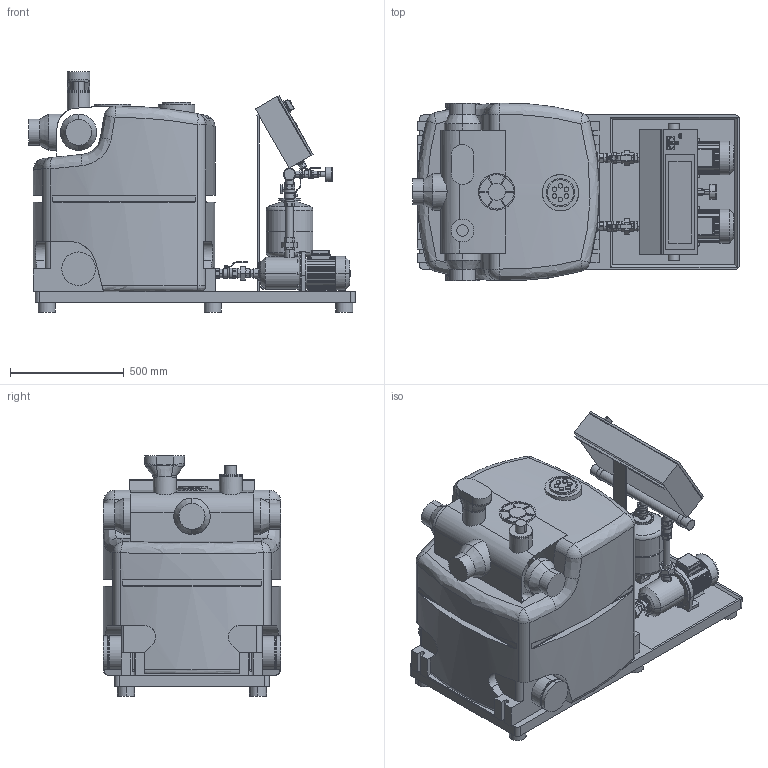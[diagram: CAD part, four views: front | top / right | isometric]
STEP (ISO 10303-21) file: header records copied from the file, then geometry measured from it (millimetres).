
FILE_DESCRIPTION((''),'2;1');
FILE_NAME('3d_RainSystem AF 400-2 MP 305 EM-2504588.stp','2009-02-19T10:27:52',(''),(''),'Mechanical Desktop 2008','Mechanical Desktop 2008',', , ');
FILE_SCHEMA(('CONFIG_CONTROL_DESIGN'));
Length unit declared in the file: millimetre
Products named in the file (1): 3D_RAINSYSTEM AF 400-2 MP 305 EM-2504588
Bounding box: 1437 x 780 x 1055 mm (x, y, z)
Volume: 526691449.9 mm3; surface area: 8450182.4 mm2
Topology: 65 solids, 65 shells, 2285 faces, 5684 edges, 3663 vertices
Faces by surface type: plane 1240, cylinder 557, bspline 343, torus 67, cone 60, sphere 18
Full cylindrical faces by diameter (mm): 100 x1
Entity records: 79445 total; most frequent: CARTESIAN_POINT 24983, ORIENTED_EDGE 11340, DIRECTION 11184, EDGE_CURVE 5670, AXIS2_PLACEMENT_3D 3807, VERTEX_POINT 3664, VECTOR 3570, LINE 3570
